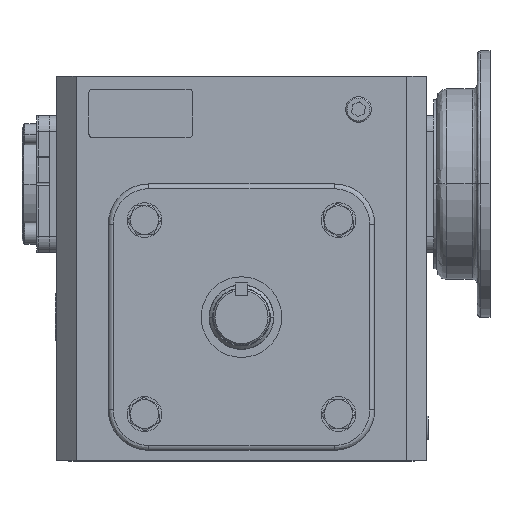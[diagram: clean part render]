
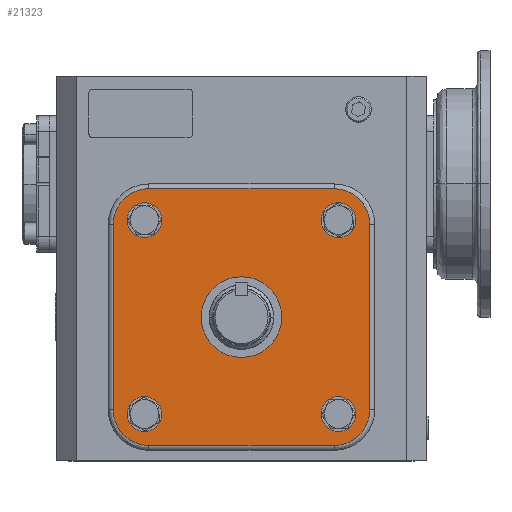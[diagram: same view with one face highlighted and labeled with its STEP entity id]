
A CAD part, top view. The second image highlights one B-rep face of the part: STEP entity #21323.
In plain terms, the highlighted planar face has unit normal (0, 0, 1).
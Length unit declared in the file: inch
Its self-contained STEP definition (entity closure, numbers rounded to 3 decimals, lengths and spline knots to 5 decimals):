
#253 = AXIS2_PLACEMENT_3D ( 'NONE', #32078, #23214, #14956 ) ;
#348 = CARTESIAN_POINT ( 'NONE',  ( -3.12992, 4.92126, 3.52362 ) ) ;
#563 = EDGE_CURVE ( 'NONE', #21601, #1635, #29207, .T. ) ;
#717 = CARTESIAN_POINT ( 'NONE',  ( 3.12992, 2.77115, 3.52362 ) ) ;
#817 = EDGE_LOOP ( 'NONE', ( #27531, #6991, #13430, #4358, #2618, #23712, #28696, #17395 ) ) ;
#866 = CIRCLE ( 'NONE', #35213, 0.98425 ) ;
#909 = VERTEX_POINT ( 'NONE', #33070 ) ;
#1123 = CARTESIAN_POINT ( 'NONE',  ( -3.12992, -2.77115, 3.52362 ) ) ;
#1329 = VERTEX_POINT ( 'NONE', #13928 ) ;
#1341 = CARTESIAN_POINT ( 'NONE',  ( -3.12992, 2.77115, 3.52362 ) ) ;
#1635 = VERTEX_POINT ( 'NONE', #28244 ) ;
#2570 = EDGE_CURVE ( 'NONE', #15475, #15926, #35203, .T. ) ;
#2618 = ORIENTED_EDGE ( 'NONE', *, *, #2570, .F. ) ;
#3505 = PLANE ( 'NONE',  #253 ) ;
#3580 = CARTESIAN_POINT ( 'NONE',  ( 0., 0., 3.52362 ) ) ;
#3581 = VERTEX_POINT ( 'NONE', #28186 ) ;
#4358 = ORIENTED_EDGE ( 'NONE', *, *, #29365, .F. ) ;
#4405 = VERTEX_POINT ( 'NONE', #26336 ) ;
#5922 = CARTESIAN_POINT ( 'NONE',  ( 3.12992, -2.26378, 3.52362 ) ) ;
#6401 = CARTESIAN_POINT ( 'NONE',  ( 3.12992, 2.26378, 3.52362 ) ) ;
#6451 = LINE ( 'NONE', #348, #14501 ) ;
#6848 = EDGE_CURVE ( 'NONE', #1329, #8768, #29858, .T. ) ;
#6957 = VERTEX_POINT ( 'NONE', #10785 ) ;
#6991 = ORIENTED_EDGE ( 'NONE', *, *, #23877, .F. ) ;
#7994 = EDGE_CURVE ( 'NONE', #4405, #21601, #6451, .T. ) ;
#8352 = CARTESIAN_POINT ( 'NONE',  ( 2.26378, 3.12992, 3.52362 ) ) ;
#8433 = CARTESIAN_POINT ( 'NONE',  ( 2.77115, -3.12992, 3.52362 ) ) ;
#8768 = VERTEX_POINT ( 'NONE', #17844 ) ;
#9977 = DIRECTION ( 'NONE',  ( 0., 0., 1. ) ) ;
#10225 = CARTESIAN_POINT ( 'NONE',  ( 0., 0., 3.52362 ) ) ;
#10785 = CARTESIAN_POINT ( 'NONE',  ( 2.26378, 3.12992, 3.52362 ) ) ;
#11614 = FACE_OUTER_BOUND ( 'NONE', #817, .T. ) ;
#12184 = AXIS2_PLACEMENT_3D ( 'NONE', #10225, #9977, #15971 ) ;
#13410 = DIRECTION ( 'NONE',  ( -1., 0., 0. ) ) ;
#13430 = ORIENTED_EDGE ( 'NONE', *, *, #6848, .F. ) ;
#13928 = CARTESIAN_POINT ( 'NONE',  ( 2.26378, -3.12992, 3.52362 ) ) ;
#14056 = CARTESIAN_POINT ( 'NONE',  ( 2.77115, 3.12992, 3.52362 ) ) ;
#14501 = VECTOR ( 'NONE', #26425, 39.37008 ) ;
#14517 = CARTESIAN_POINT ( 'NONE',  ( 2.26378, -3.12992, 3.52362 ) ) ;
#14809 = CARTESIAN_POINT ( 'NONE',  ( 3.12992, 2.26378, 3.52362 ) ) ;
#14836 = CARTESIAN_POINT ( 'NONE',  ( 3.12992, -2.26378, 3.52362 ) ) ;
#14956 = DIRECTION ( 'NONE',  ( -1., 0., 0. ) ) ;
#14958 = CARTESIAN_POINT ( 'NONE',  ( 0., 3.12992, 3.52362 ) ) ;
#15255 = LINE ( 'NONE', #14958, #32234 ) ;
#15475 = VERTEX_POINT ( 'NONE', #6401 ) ;
#15538 =( BOUNDED_CURVE ( )  B_SPLINE_CURVE ( 3, ( #5922, #28262, #8433, #14517 ),
 .UNSPECIFIED., .F., .F. ) 
 B_SPLINE_CURVE_WITH_KNOTS ( ( 4, 4 ),
 ( 0., 1. ),
 .UNSPECIFIED. ) 
 CURVE ( )  GEOMETRIC_REPRESENTATION_ITEM ( )  RATIONAL_B_SPLINE_CURVE ( ( 1., 0.805, 0.805, 1. ) ) 
 REPRESENTATION_ITEM ( '' )  );
#15790 = CARTESIAN_POINT ( 'NONE',  ( -2.77115, 3.12992, 3.52362 ) ) ;
#15926 = VERTEX_POINT ( 'NONE', #14836 ) ;
#15949 = EDGE_CURVE ( 'NONE', #1635, #6957, #15255, .T. ) ;
#15971 = DIRECTION ( 'NONE',  ( -1., 0., 0. ) ) ;
#16272 =( BOUNDED_CURVE ( )  B_SPLINE_CURVE ( 3, ( #20597, #24319, #1123, #27190 ),
 .UNSPECIFIED., .F., .F. ) 
 B_SPLINE_CURVE_WITH_KNOTS ( ( 4, 4 ),
 ( 0., 1. ),
 .UNSPECIFIED. ) 
 CURVE ( )  GEOMETRIC_REPRESENTATION_ITEM ( )  RATIONAL_B_SPLINE_CURVE ( ( 1., 0.805, 0.805, 1. ) ) 
 REPRESENTATION_ITEM ( '' )  );
#17395 = ORIENTED_EDGE ( 'NONE', *, *, #563, .F. ) ;
#17844 = CARTESIAN_POINT ( 'NONE',  ( -2.26378, -3.12992, 3.52362 ) ) ;
#17880 = DIRECTION ( 'NONE',  ( 0., 0., 1. ) ) ;
#17920 = EDGE_CURVE ( 'NONE', #6957, #15475, #36090, .T. ) ;
#18220 = EDGE_LOOP ( 'NONE', ( #29744, #19683 ) ) ;
#19683 = ORIENTED_EDGE ( 'NONE', *, *, #26571, .F. ) ;
#20120 = FACE_BOUND ( 'NONE', #18220, .T. ) ;
#20597 = CARTESIAN_POINT ( 'NONE',  ( -2.26378, -3.12992, 3.52362 ) ) ;
#21323 = ADVANCED_FACE ( 'NONE', ( #20120, #11614 ), #3505, .T. ) ;
#21601 = VERTEX_POINT ( 'NONE', #25636 ) ;
#21653 = EDGE_CURVE ( 'NONE', #909, #3581, #866, .T. ) ;
#23214 = DIRECTION ( 'NONE',  ( 0., 0., 1. ) ) ;
#23712 = ORIENTED_EDGE ( 'NONE', *, *, #17920, .F. ) ;
#23877 = EDGE_CURVE ( 'NONE', #8768, #4405, #16272, .T. ) ;
#24319 = CARTESIAN_POINT ( 'NONE',  ( -2.77115, -3.12992, 3.52362 ) ) ;
#24553 = DIRECTION ( 'NONE',  ( 0., -1., 0. ) ) ;
#25636 = CARTESIAN_POINT ( 'NONE',  ( -3.12992, 2.26378, 3.52362 ) ) ;
#26285 = VECTOR ( 'NONE', #13410, 39.37008 ) ;
#26336 = CARTESIAN_POINT ( 'NONE',  ( -3.12992, -2.26378, 3.52362 ) ) ;
#26425 = DIRECTION ( 'NONE',  ( 0., 1., 0. ) ) ;
#26535 = DIRECTION ( 'NONE',  ( -1., 0., 0. ) ) ;
#26571 = EDGE_CURVE ( 'NONE', #3581, #909, #32292, .T. ) ;
#26813 = CARTESIAN_POINT ( 'NONE',  ( -2.26378, 3.12992, 3.52362 ) ) ;
#27037 = CARTESIAN_POINT ( 'NONE',  ( 3.12992, 4.92126, 3.52362 ) ) ;
#27127 = DIRECTION ( 'NONE',  ( 1., 0., 0. ) ) ;
#27158 = CARTESIAN_POINT ( 'NONE',  ( -3.12992, 2.26378, 3.52362 ) ) ;
#27190 = CARTESIAN_POINT ( 'NONE',  ( -3.12992, -2.26378, 3.52362 ) ) ;
#27531 = ORIENTED_EDGE ( 'NONE', *, *, #7994, .F. ) ;
#27590 = VECTOR ( 'NONE', #24553, 39.37008 ) ;
#28186 = CARTESIAN_POINT ( 'NONE',  ( -0.98425, 0., 3.52362 ) ) ;
#28244 = CARTESIAN_POINT ( 'NONE',  ( -2.26378, 3.12992, 3.52362 ) ) ;
#28262 = CARTESIAN_POINT ( 'NONE',  ( 3.12992, -2.77115, 3.52362 ) ) ;
#28696 = ORIENTED_EDGE ( 'NONE', *, *, #15949, .F. ) ;
#29207 =( BOUNDED_CURVE ( )  B_SPLINE_CURVE ( 3, ( #27158, #1341, #15790, #26813 ),
 .UNSPECIFIED., .F., .F. ) 
 B_SPLINE_CURVE_WITH_KNOTS ( ( 4, 4 ),
 ( 0., 1. ),
 .UNSPECIFIED. ) 
 CURVE ( )  GEOMETRIC_REPRESENTATION_ITEM ( )  RATIONAL_B_SPLINE_CURVE ( ( 1., 0.805, 0.805, 1. ) ) 
 REPRESENTATION_ITEM ( '' )  );
#29365 = EDGE_CURVE ( 'NONE', #15926, #1329, #15538, .T. ) ;
#29744 = ORIENTED_EDGE ( 'NONE', *, *, #21653, .F. ) ;
#29858 = LINE ( 'NONE', #30130, #26285 ) ;
#30130 = CARTESIAN_POINT ( 'NONE',  ( 0., -3.12992, 3.52362 ) ) ;
#32078 = CARTESIAN_POINT ( 'NONE',  ( 0., 0., 3.52362 ) ) ;
#32234 = VECTOR ( 'NONE', #27127, 39.37008 ) ;
#32292 = CIRCLE ( 'NONE', #12184, 0.98425 ) ;
#33070 = CARTESIAN_POINT ( 'NONE',  ( 0.98425, 0., 3.52362 ) ) ;
#35203 = LINE ( 'NONE', #27037, #27590 ) ;
#35213 = AXIS2_PLACEMENT_3D ( 'NONE', #3580, #17880, #26535 ) ;
#36090 =( BOUNDED_CURVE ( )  B_SPLINE_CURVE ( 3, ( #8352, #14056, #717, #14809 ),
 .UNSPECIFIED., .F., .F. ) 
 B_SPLINE_CURVE_WITH_KNOTS ( ( 4, 4 ),
 ( 0., 1. ),
 .UNSPECIFIED. ) 
 CURVE ( )  GEOMETRIC_REPRESENTATION_ITEM ( )  RATIONAL_B_SPLINE_CURVE ( ( 1., 0.805, 0.805, 1. ) ) 
 REPRESENTATION_ITEM ( '' )  );
